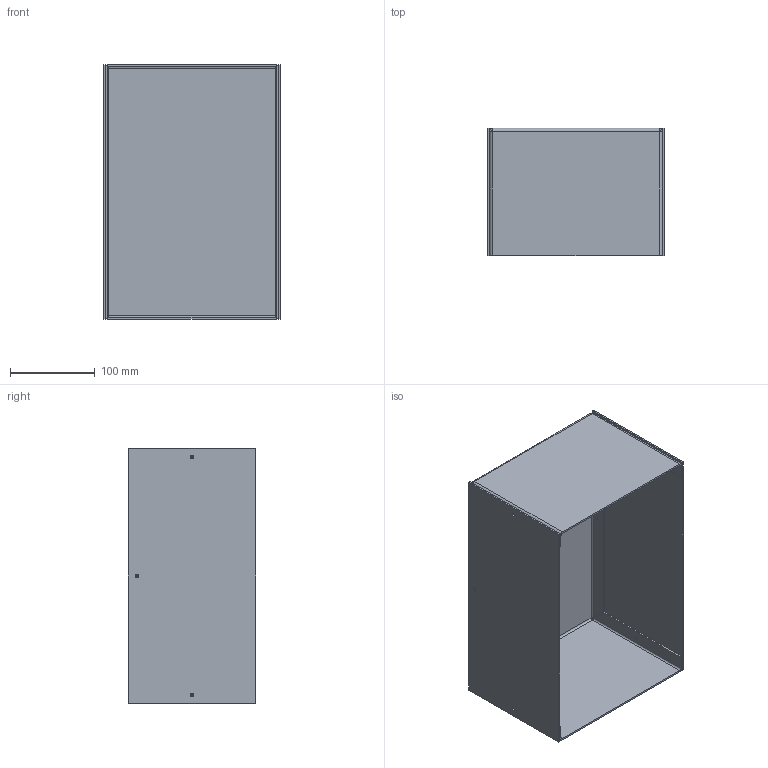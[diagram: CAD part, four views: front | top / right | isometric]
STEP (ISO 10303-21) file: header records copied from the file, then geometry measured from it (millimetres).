
FILE_DESCRIPTION(/* description */ ('STEP AP214'),/* implementation_level */ '2;1');
FILE_NAME(/* name */ '68ce6e9899347ed957926663',/* time_stamp */ '2025-09-20T09:06:33Z',/* author */ (''),/* organization */ (''),/* preprocessor_version */ 'ST-DEVELOPER v20',/* originating_system */ 'ONSHAPE BY PTC INC, 1.204',/* authorisation */ ' ');
FILE_SCHEMA (('AUTOMOTIVE_DESIGN {1 0 10303 214 3 1 1}'));
Length unit declared in the file: metre
Products named in the file (3): Part 1; Part 3; Part 2
Bounding box: 208 x 150 x 300 mm (x, y, z)
Volume: 458702.1 mm3; surface area: 466052 mm2
Topology: 3 solids, 3 shells, 102 faces, 228 edges, 132 vertices
Faces by surface type: plane 74, cylinder 28
Full cylindrical faces by diameter (mm): 2.5 x6, 4 x6
Entity records: 2780 total; most frequent: DIRECTION 478, CARTESIAN_POINT 445, ORIENTED_EDGE 424, EDGE_CURVE 212, AXIS2_PLACEMENT_3D 161, LINE 156, VECTOR 156, EDGE_LOOP 138
